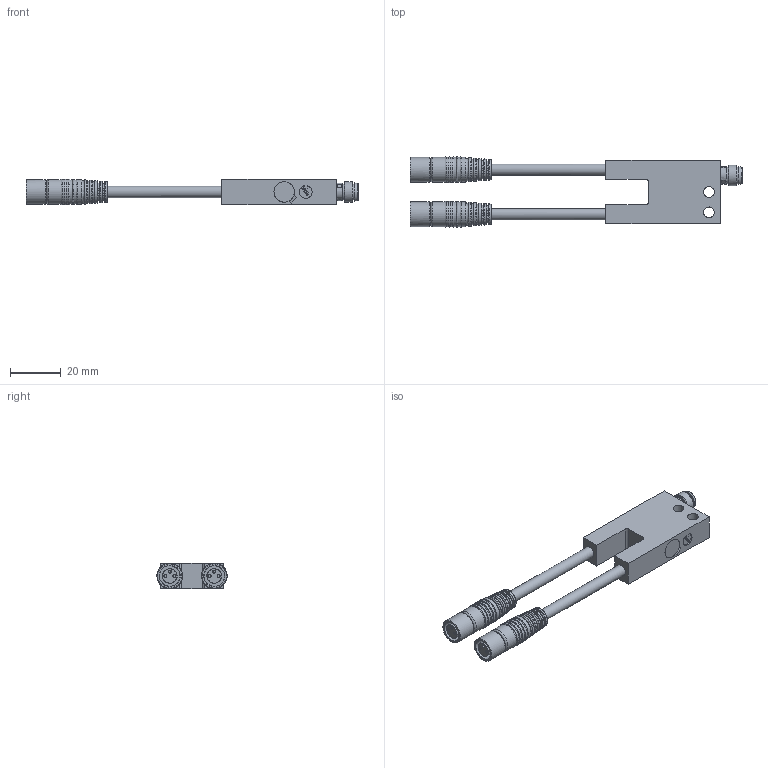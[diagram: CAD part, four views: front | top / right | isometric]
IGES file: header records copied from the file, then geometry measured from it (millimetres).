
Global section: file name: AV2-UND_ODER-PS-TS ; native system: Autodesk Inventor 2015; preprocessor: unknown; author: lck; date: 20150722.090500; units: millimetre
Bounding box: 130.5 x 27.58 x 10.08 mm (x, y, z)
Volume: 27002.8 mm3; surface area: 15949.6 mm2
Topology: 7 solids, 9 shells, 358 faces, 1044 edges, 714 vertices
Faces by surface type: bspline 358
